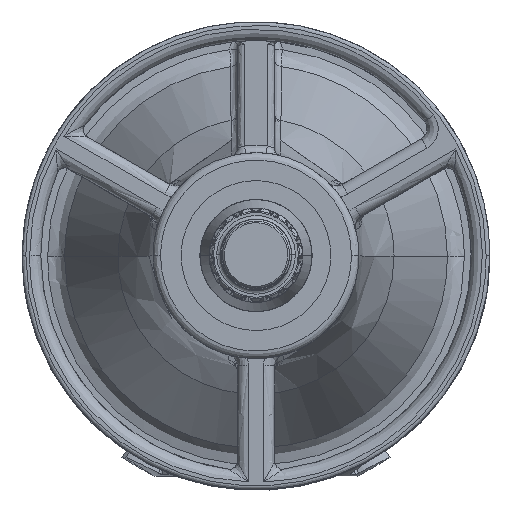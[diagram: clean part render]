
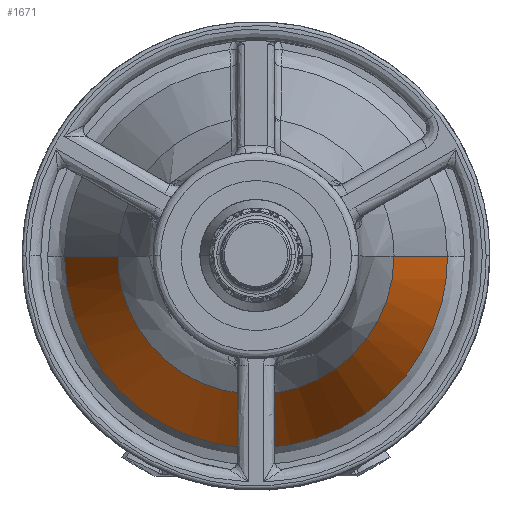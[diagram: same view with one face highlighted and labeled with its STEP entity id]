
A CAD part, top view. The second image highlights one B-rep face of the part: STEP entity #1671.
In plain terms, the highlighted free-form (B-spline) face has degree [2, 1] with [5, 2] control points.
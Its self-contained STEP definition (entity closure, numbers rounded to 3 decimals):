
#227 = VERTEX_POINT('',#228);
#228 = CARTESIAN_POINT('',(-55.14,0.,
    -73.059));
#261 = EDGE_CURVE('',#227,#262,#264,.T.);
#262 = VERTEX_POINT('',#263);
#263 = CARTESIAN_POINT('',(55.14,0.,
    -73.059));
#264 = ( BOUNDED_CURVE() B_SPLINE_CURVE(2,(#265,#266,#267,#268,#269),
.UNSPECIFIED.,.F.,.F.) B_SPLINE_CURVE_WITH_KNOTS((3,2,3),(3.142,
4.712,6.283),.PIECEWISE_BEZIER_KNOTS.) CURVE() 
GEOMETRIC_REPRESENTATION_ITEM() RATIONAL_B_SPLINE_CURVE((1.,
0.707,1.,0.707,1.)) REPRESENTATION_ITEM('') );
#265 = CARTESIAN_POINT('',(-55.14,0.,
    -73.059));
#266 = CARTESIAN_POINT('',(-55.14,-55.14,
    -73.059));
#267 = CARTESIAN_POINT('',(0.,-55.14,
    -73.059));
#268 = CARTESIAN_POINT('',(55.14,-55.14,
    -73.059));
#269 = CARTESIAN_POINT('',(55.14,0.,
    -73.059));
#1143 = VERTEX_POINT('',#1144);
#1144 = CARTESIAN_POINT('',(39.767,0.,
    -40.136));
#1177 = EDGE_CURVE('',#1143,#1178,#1180,.T.);
#1178 = VERTEX_POINT('',#1179);
#1179 = CARTESIAN_POINT('',(-39.767,0.,
    -40.136));
#1180 = ( BOUNDED_CURVE() B_SPLINE_CURVE(2,(#1181,#1182,#1183,#1184,
#1185),.UNSPECIFIED.,.F.,.F.) B_SPLINE_CURVE_WITH_KNOTS((3,2,3),(0.,
1.571,3.142),.PIECEWISE_BEZIER_KNOTS.) CURVE() 
GEOMETRIC_REPRESENTATION_ITEM() RATIONAL_B_SPLINE_CURVE((1.,
0.707,1.,0.707,1.)) REPRESENTATION_ITEM('') );
#1181 = CARTESIAN_POINT('',(39.767,0.,
    -40.136));
#1182 = CARTESIAN_POINT('',(39.767,-39.767,
    -40.136));
#1183 = CARTESIAN_POINT('',(0.,-39.767,
    -40.136));
#1184 = CARTESIAN_POINT('',(-39.767,-39.767,
    -40.136));
#1185 = CARTESIAN_POINT('',(-39.767,0.,
    -40.136));
#1671 = ADVANCED_FACE('',(#1672),#1686,.T.);
#1672 = FACE_BOUND('',#1673,.T.);
#1673 = EDGE_LOOP('',(#1674,#1675,#1680,#1681));
#1674 = ORIENTED_EDGE('',*,*,#1177,.T.);
#1675 = ORIENTED_EDGE('',*,*,#1676,.T.);
#1676 = EDGE_CURVE('',#1178,#227,#1677,.T.);
#1677 = B_SPLINE_CURVE_WITH_KNOTS('',1,(#1678,#1679),.UNSPECIFIED.,.F.,
  .F.,(2,2),(-36.892,-3.184),.PIECEWISE_BEZIER_KNOTS.);
#1678 = CARTESIAN_POINT('',(-39.767,0.,
    -40.136));
#1679 = CARTESIAN_POINT('',(-55.14,0.,
    -73.059));
#1680 = ORIENTED_EDGE('',*,*,#261,.T.);
#1681 = ORIENTED_EDGE('',*,*,#1682,.F.);
#1682 = EDGE_CURVE('',#1143,#262,#1683,.T.);
#1683 = B_SPLINE_CURVE_WITH_KNOTS('',1,(#1684,#1685),.UNSPECIFIED.,.F.,
  .F.,(2,2),(-36.892,-3.184),.PIECEWISE_BEZIER_KNOTS.);
#1684 = CARTESIAN_POINT('',(39.767,0.,
    -40.136));
#1685 = CARTESIAN_POINT('',(55.14,0.,
    -73.059));
#1686 = ( BOUNDED_SURFACE() B_SPLINE_SURFACE(2,1,(
    (#1687,#1688)
    ,(#1689,#1690)
    ,(#1691,#1692)
    ,(#1693,#1694)
    ,(#1695,#1696
)),.UNSPECIFIED.,.F.,.F.,.F.) B_SPLINE_SURFACE_WITH_KNOTS((3,2,3),(2,2),
  (0.,1.571,3.142),(-36.892,-3.184),
.PIECEWISE_BEZIER_KNOTS.) GEOMETRIC_REPRESENTATION_ITEM() 
RATIONAL_B_SPLINE_SURFACE((
    (1.,1.)
    ,(0.707,0.707)
    ,(1.,1.)
    ,(0.707,0.707)
,(1.,1.))) REPRESENTATION_ITEM('') SURFACE() );
#1687 = CARTESIAN_POINT('',(39.767,0.,
    -40.136));
#1688 = CARTESIAN_POINT('',(55.14,0.,
    -73.059));
#1689 = CARTESIAN_POINT('',(39.767,-39.767,
    -40.136));
#1690 = CARTESIAN_POINT('',(55.14,-55.14,
    -73.059));
#1691 = CARTESIAN_POINT('',(0.,-39.767,
    -40.136));
#1692 = CARTESIAN_POINT('',(0.,-55.14,
    -73.059));
#1693 = CARTESIAN_POINT('',(-39.767,-39.767,
    -40.136));
#1694 = CARTESIAN_POINT('',(-55.14,-55.14,
    -73.059));
#1695 = CARTESIAN_POINT('',(-39.767,0.,
    -40.136));
#1696 = CARTESIAN_POINT('',(-55.14,0.,
    -73.059));
